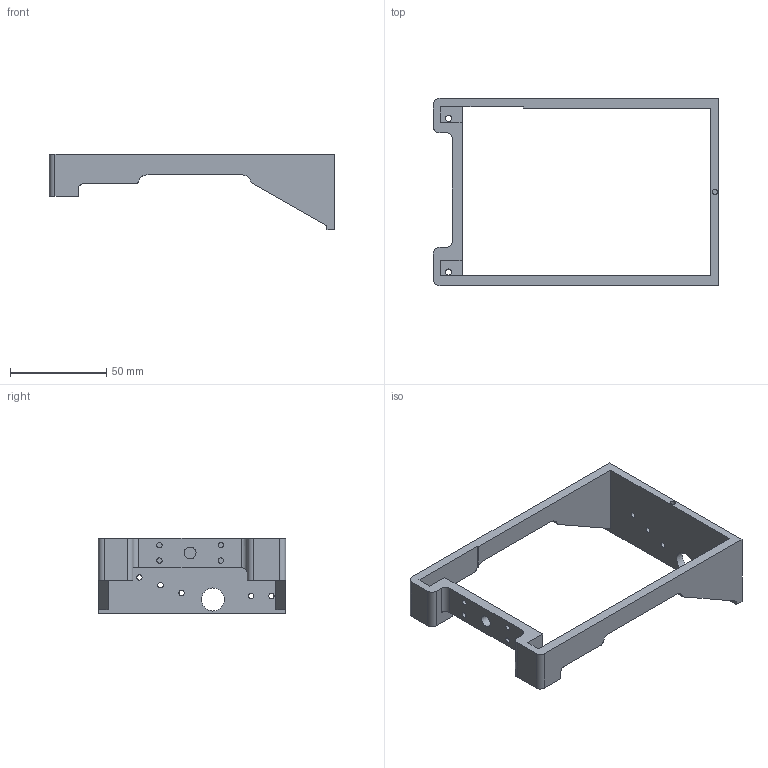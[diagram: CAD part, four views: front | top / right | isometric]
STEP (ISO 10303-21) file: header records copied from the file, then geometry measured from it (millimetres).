
FILE_DESCRIPTION(/* description */ (''),/* implementation_level */ '2;1');
FILE_NAME(/* name */ '01_MTP_96_wellplate_holder_part2.ipt.step',/* time_stamp */ '2022-11-29T07:54:20+01:00',/* author */ ('diederichbenedict'),/* organization */ (''),/* preprocessor_version */ 'ST-DEVELOPER v18.1',/* originating_system */ 'Autodesk Inventor 2022',/* authorisation */ '');
FILE_SCHEMA (('AUTOMOTIVE_DESIGN { 1 0 10303 214 3 1 1 }'));
Length unit declared in the file: millimetre
Products named in the file (1): 01_MTP_96_wellplate_holder_part2
Bounding box: 148.7 x 97.6 x 39.53 mm (x, y, z)
Volume: 50919.5 mm3; surface area: 27052.7 mm2
Topology: 1 solids, 1 shells, 70 faces, 202 edges, 134 vertices
Faces by surface type: plane 35, cylinder 34, torus 1
Full cylindrical faces by diameter (mm): 2.8 x10, 3.2 x2, 6 x2, 6.169 x1, 12 x1
Entity records: 2449 total; most frequent: CARTESIAN_POINT 444, DIRECTION 412, ORIENTED_EDGE 404, EDGE_CURVE 202, AXIS2_PLACEMENT_3D 142, VERTEX_POINT 134, LINE 128, VECTOR 128
